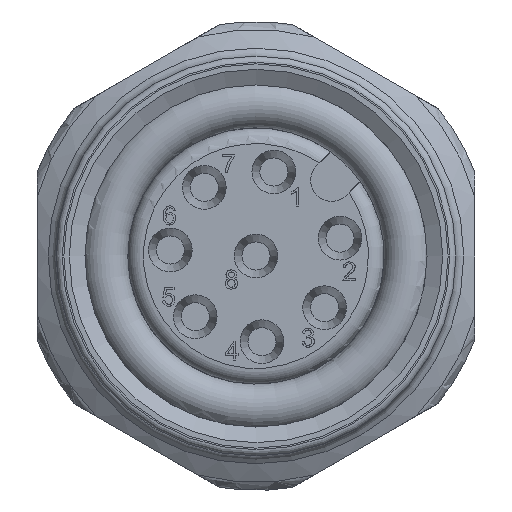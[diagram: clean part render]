
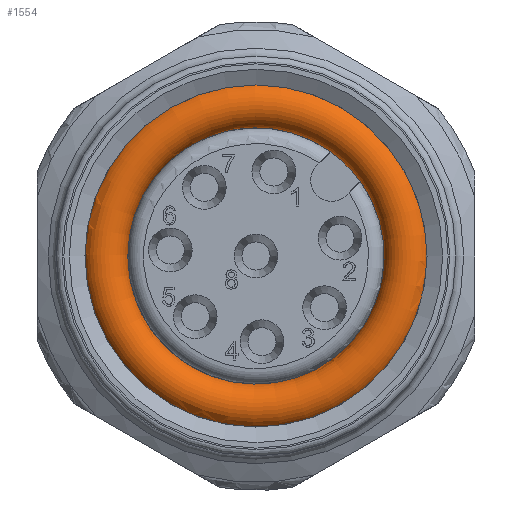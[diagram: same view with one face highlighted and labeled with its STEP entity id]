
A CAD part, front view. The second image highlights one B-rep face of the part: STEP entity #1554.
In plain terms, the highlighted toroidal (fillet/blend) face has major radius 4.85 mm and minor radius 0.75 mm.
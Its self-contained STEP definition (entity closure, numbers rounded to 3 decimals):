
#720=TOROIDAL_SURFACE('',#5150,4.85,0.75);
#1089=B_SPLINE_CURVE_WITH_KNOTS('',3,(#8688,#8689,#8690,#8691,#8692,#8693,
#8694,#8695,#8696,#8697,#8698,#8699,#8700,#8701,#8702,#8703,#8704,#8705),
 .UNSPECIFIED.,.F.,.F.,(4,2,2,2,2,2,2,2,4),(0.,0.125,0.25,0.375,0.5,0.625,
0.75,0.875,1.),.UNSPECIFIED.);
#1090=B_SPLINE_CURVE_WITH_KNOTS('',3,(#8708,#8709,#8710,#8711,#8712,#8713,
#8714,#8715,#8716,#8717),.UNSPECIFIED.,.F.,.F.,(4,3,3,4),(0.,0.457,
0.914,1.),.UNSPECIFIED.);
#1091=B_SPLINE_CURVE_WITH_KNOTS('',3,(#8721,#8722,#8723,#8724,#8725,#8726,
#8727,#8728,#8729,#8730),.UNSPECIFIED.,.F.,.F.,(4,3,3,4),(0.,0.457,
0.914,1.),.UNSPECIFIED.);
#1554=ADVANCED_FACE('',(#1806,#1807),#720,.T.);
#1806=FACE_BOUND('',#2037,.T.);
#1807=FACE_BOUND('',#2038,.T.);
#2037=EDGE_LOOP('',(#2844,#2845,#2846,#2847));
#2038=EDGE_LOOP('',(#2848));
#2844=ORIENTED_EDGE('',*,*,#4329,.F.);
#2845=ORIENTED_EDGE('',*,*,#4330,.T.);
#2846=ORIENTED_EDGE('',*,*,#4331,.F.);
#2847=ORIENTED_EDGE('',*,*,#4332,.F.);
#2848=ORIENTED_EDGE('',*,*,#4019,.F.);
#3571=VERTEX_POINT('',#6358);
#3769=VERTEX_POINT('',#8706);
#3770=VERTEX_POINT('',#8707);
#3771=VERTEX_POINT('',#8718);
#3772=VERTEX_POINT('',#8720);
#4019=EDGE_CURVE('',#3571,#3571,#4692,.T.);
#4329=EDGE_CURVE('',#3769,#3770,#1089,.T.);
#4330=EDGE_CURVE('',#3769,#3771,#1090,.T.);
#4331=EDGE_CURVE('',#3772,#3771,#4846,.T.);
#4332=EDGE_CURVE('',#3770,#3772,#1091,.T.);
#4692=CIRCLE('',#4876,5.475);
#4846=CIRCLE('',#5149,4.291);
#4876=AXIS2_PLACEMENT_3D('',#6357,#5263,#5264);
#5149=AXIS2_PLACEMENT_3D('',#8719,#5873,#5874);
#5150=AXIS2_PLACEMENT_3D('',#8731,#5875,#5876);
#5263=DIRECTION('',(0.,1.,0.));
#5264=DIRECTION('',(0.,0.,1.));
#5873=DIRECTION('',(0.,-1.,0.));
#5874=DIRECTION('',(0.,0.,1.));
#5875=DIRECTION('',(0.,1.,0.));
#5876=DIRECTION('',(1.,0.,0.));
#6357=CARTESIAN_POINT('',(50.,57.185,0.));
#6358=CARTESIAN_POINT('',(50.,57.185,5.475));
#8688=CARTESIAN_POINT('',(52.382,57.6,3.337));
#8689=CARTESIAN_POINT('',(51.554,57.6,3.928));
#8690=CARTESIAN_POINT('',(50.502,57.6,4.194));
#8691=CARTESIAN_POINT('',(48.483,57.6,3.943));
#8692=CARTESIAN_POINT('',(47.528,57.6,3.426));
#8693=CARTESIAN_POINT('',(46.214,57.6,1.874));
#8694=CARTESIAN_POINT('',(45.861,57.6,0.846));
#8695=CARTESIAN_POINT('',(45.946,57.6,-1.186));
#8696=CARTESIAN_POINT('',(46.382,57.6,-2.18));
#8697=CARTESIAN_POINT('',(47.82,57.6,-3.618));
#8698=CARTESIAN_POINT('',(48.814,57.6,-4.054));
#8699=CARTESIAN_POINT('',(50.846,57.6,-4.139));
#8700=CARTESIAN_POINT('',(51.874,57.6,-3.786));
#8701=CARTESIAN_POINT('',(53.426,57.6,-2.472));
#8702=CARTESIAN_POINT('',(53.943,57.6,-1.517));
#8703=CARTESIAN_POINT('',(54.194,57.6,0.502));
#8704=CARTESIAN_POINT('',(53.928,57.6,1.554));
#8705=CARTESIAN_POINT('',(53.337,57.6,2.382));
#8706=CARTESIAN_POINT('',(52.382,57.6,3.337));
#8707=CARTESIAN_POINT('',(53.337,57.6,2.382));
#8708=CARTESIAN_POINT('',(52.382,57.6,3.337));
#8709=CARTESIAN_POINT('',(52.382,57.683,3.337));
#8710=CARTESIAN_POINT('',(52.393,57.768,3.347));
#8711=CARTESIAN_POINT('',(52.412,57.846,3.367));
#8712=CARTESIAN_POINT('',(52.432,57.924,3.386));
#8713=CARTESIAN_POINT('',(52.461,57.999,3.415));
#8714=CARTESIAN_POINT('',(52.498,58.064,3.452));
#8715=CARTESIAN_POINT('',(52.504,58.076,3.459));
#8716=CARTESIAN_POINT('',(52.512,58.088,3.466));
#8717=CARTESIAN_POINT('',(52.519,58.1,3.474));
#8718=CARTESIAN_POINT('',(52.519,58.1,3.474));
#8719=CARTESIAN_POINT('',(50.,58.1,0.));
#8720=CARTESIAN_POINT('',(53.474,58.1,2.519));
#8721=CARTESIAN_POINT('',(53.337,57.6,2.382));
#8722=CARTESIAN_POINT('',(53.337,57.683,2.382));
#8723=CARTESIAN_POINT('',(53.347,57.767,2.392));
#8724=CARTESIAN_POINT('',(53.367,57.846,2.412));
#8725=CARTESIAN_POINT('',(53.386,57.924,2.431));
#8726=CARTESIAN_POINT('',(53.415,57.999,2.461));
#8727=CARTESIAN_POINT('',(53.452,58.064,2.497));
#8728=CARTESIAN_POINT('',(53.459,58.076,2.504));
#8729=CARTESIAN_POINT('',(53.466,58.088,2.512));
#8730=CARTESIAN_POINT('',(53.474,58.1,2.519));
#8731=CARTESIAN_POINT('',(50.,57.6,0.));
